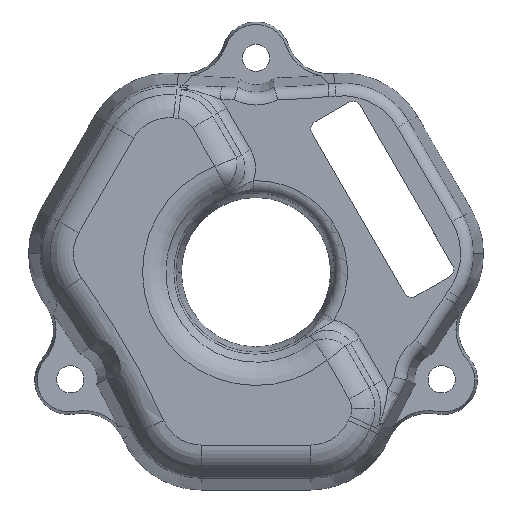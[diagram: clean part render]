
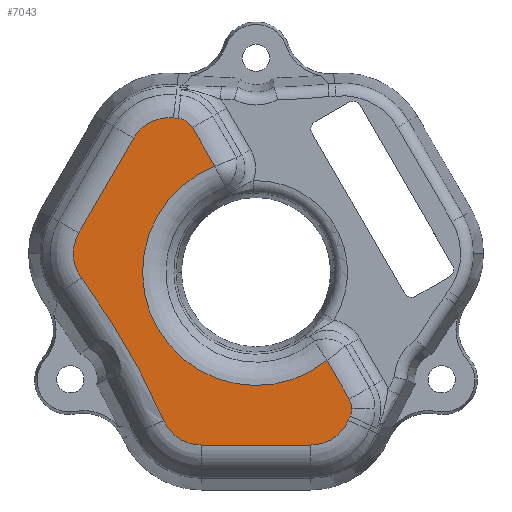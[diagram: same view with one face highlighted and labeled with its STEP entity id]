
A CAD part, top view. The second image highlights one B-rep face of the part: STEP entity #7043.
In plain terms, the highlighted planar face has unit normal (0, 0, 1).
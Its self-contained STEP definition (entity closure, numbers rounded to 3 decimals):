
#93 = EDGE_CURVE ( 'NONE', #3399, #7097, #522, .T. ) ;
#136 = ORIENTED_EDGE ( 'NONE', *, *, #375, .T. ) ;
#322 = ORIENTED_EDGE ( 'NONE', *, *, #5648, .T. ) ;
#375 = EDGE_CURVE ( 'NONE', #6776, #5108, #3680, .T. ) ;
#426 = AXIS2_PLACEMENT_3D ( 'NONE', #1167, #503, #5705 ) ;
#503 = DIRECTION ( 'NONE',  ( 0., 0., 1. ) ) ;
#505 = VECTOR ( 'NONE', #3995, 1000. ) ;
#522 = LINE ( 'NONE', #5647, #7228 ) ;
#650 = ORIENTED_EDGE ( 'NONE', *, *, #5621, .T. ) ;
#683 = VECTOR ( 'NONE', #7439, 1000. ) ;
#745 = VERTEX_POINT ( 'NONE', #3090 ) ;
#781 = CARTESIAN_POINT ( 'NONE',  ( 10.757, -17.32, 11. ) ) ;
#812 = ORIENTED_EDGE ( 'NONE', *, *, #2707, .T. ) ;
#883 = CIRCLE ( 'NONE', #1746, 88.097 ) ;
#900 = CARTESIAN_POINT ( 'NONE',  ( 6.389, -15.4, 11. ) ) ;
#1084 = CIRCLE ( 'NONE', #3524, 88.097 ) ;
#1120 = CARTESIAN_POINT ( 'NONE',  ( 8.279, -10.319, 11. ) ) ;
#1167 = CARTESIAN_POINT ( 'NONE',  ( -10.142, 13.233, 11. ) ) ;
#1321 = CARTESIAN_POINT ( 'NONE',  ( -7.399, 16.837, 11. ) ) ;
#1378 = CIRCLE ( 'NONE', #4276, 4.771 ) ;
#1564 = EDGE_CURVE ( 'NONE', #3695, #2342, #4977, .T. ) ;
#1577 = DIRECTION ( 'NONE',  ( 1., 0., 0. ) ) ;
#1598 = ORIENTED_EDGE ( 'NONE', *, *, #8208, .T. ) ;
#1700 = LINE ( 'NONE', #1321, #4968 ) ;
#1713 = DIRECTION ( 'NONE',  ( 1., 0., 0. ) ) ;
#1746 = AXIS2_PLACEMENT_3D ( 'NONE', #3815, #3175, #6432 ) ;
#1863 = ORIENTED_EDGE ( 'NONE', *, *, #1564, .T. ) ;
#1958 = DIRECTION ( 'NONE',  ( -0.5, 0.866, 0. ) ) ;
#1961 = CARTESIAN_POINT ( 'NONE',  ( 8.09, -9.992, 11. ) ) ;
#2117 = AXIS2_PLACEMENT_3D ( 'NONE', #2403, #2460, #3060 ) ;
#2209 = LINE ( 'NONE', #7498, #683 ) ;
#2224 = CIRCLE ( 'NONE', #2117, 4.771 ) ;
#2309 = EDGE_CURVE ( 'NONE', #7891, #6759, #1084, .T. ) ;
#2317 = CARTESIAN_POINT ( 'NONE',  ( -16.531, 2.167, 11. ) ) ;
#2320 = CARTESIAN_POINT ( 'NONE',  ( -4.797, 12.329, 11. ) ) ;
#2338 = CARTESIAN_POINT ( 'NONE',  ( -20.663, 4.552, 11. ) ) ;
#2342 = VERTEX_POINT ( 'NONE', #1120 ) ;
#2355 = CARTESIAN_POINT ( 'NONE',  ( -9.064, 17.916, 11. ) ) ;
#2356 = ORIENTED_EDGE ( 'NONE', *, *, #7685, .T. ) ;
#2403 = CARTESIAN_POINT ( 'NONE',  ( -6.389, -15.4, 11. ) ) ;
#2458 = VERTEX_POINT ( 'NONE', #6534 ) ;
#2460 = DIRECTION ( 'NONE',  ( 0., 0., 1. ) ) ;
#2521 = CARTESIAN_POINT ( 'NONE',  ( 91.405, -52.773, 11. ) ) ;
#2650 = CARTESIAN_POINT ( 'NONE',  ( 10.882, -14.827, 11. ) ) ;
#2707 = EDGE_CURVE ( 'NONE', #3519, #6776, #2209, .T. ) ;
#2931 = CIRCLE ( 'NONE', #426, 4.771 ) ;
#2992 = CARTESIAN_POINT ( 'NONE',  ( 8.992, -15.917, 11. ) ) ;
#3034 = DIRECTION ( 'NONE',  ( -0.5, -0.866, 0. ) ) ;
#3038 = DIRECTION ( 'NONE',  ( 1., 0., 0. ) ) ;
#3060 = DIRECTION ( 'NONE',  ( 1., 0., 0. ) ) ;
#3090 = CARTESIAN_POINT ( 'NONE',  ( -7.399, 16.837, 11. ) ) ;
#3127 = CARTESIAN_POINT ( 'NONE',  ( -9.289, 15.746, 11. ) ) ;
#3175 = DIRECTION ( 'NONE',  ( 0., 0., -1. ) ) ;
#3196 = VERTEX_POINT ( 'NONE', #6675 ) ;
#3201 = AXIS2_PLACEMENT_3D ( 'NONE', #3350, #7311, #6576 ) ;
#3207 = DIRECTION ( 'NONE',  ( 1., 0., 0. ) ) ;
#3217 = EDGE_CURVE ( 'NONE', #5006, #2458, #4760, .T. ) ;
#3237 = CIRCLE ( 'NONE', #4993, 2.182 ) ;
#3350 = CARTESIAN_POINT ( 'NONE',  ( 8.992, -15.917, 11. ) ) ;
#3399 = VERTEX_POINT ( 'NONE', #3631 ) ;
#3401 = EDGE_CURVE ( 'NONE', #2458, #3695, #3542, .T. ) ;
#3519 = VERTEX_POINT ( 'NONE', #8357 ) ;
#3524 = AXIS2_PLACEMENT_3D ( 'NONE', #6969, #5098, #3038 ) ;
#3526 = DIRECTION ( 'NONE',  ( 0., 0., -1. ) ) ;
#3542 = CIRCLE ( 'NONE', #5983, 2.182 ) ;
#3631 = CARTESIAN_POINT ( 'NONE',  ( -14.274, 15.619, 11. ) ) ;
#3680 = CIRCLE ( 'NONE', #6732, 4.771 ) ;
#3695 = VERTEX_POINT ( 'NONE', #2650 ) ;
#3697 = DIRECTION ( 'NONE',  ( 0., 0., 1. ) ) ;
#3811 = VERTEX_POINT ( 'NONE', #5216 ) ;
#3815 = CARTESIAN_POINT ( 'NONE',  ( -91.405, -52.773, 11. ) ) ;
#3995 = DIRECTION ( 'NONE',  ( -0.5, 0.866, 0. ) ) ;
#4062 = EDGE_CURVE ( 'NONE', #2342, #4530, #7195, .T. ) ;
#4200 = DIRECTION ( 'NONE',  ( 1., 0., 0. ) ) ;
#4276 = AXIS2_PLACEMENT_3D ( 'NONE', #2317, #5066, #5156 ) ;
#4530 = VERTEX_POINT ( 'NONE', #2320 ) ;
#4643 = CARTESIAN_POINT ( 'NONE',  ( 10.984, -16.808, 11. ) ) ;
#4749 = EDGE_LOOP ( 'NONE', ( #5253, #322, #812, #136, #2356, #6541, #5873, #1863, #7898, #7584, #1598, #6065, #650, #6571, #8367 ) ) ;
#4760 = CIRCLE ( 'NONE', #3201, 2.182 ) ;
#4878 = DIRECTION ( 'NONE',  ( 0., 0., 1. ) ) ;
#4968 = VECTOR ( 'NONE', #1958, 1000. ) ;
#4977 = LINE ( 'NONE', #1961, #505 ) ;
#4993 = AXIS2_PLACEMENT_3D ( 'NONE', #3127, #8345, #5097 ) ;
#5006 = VERTEX_POINT ( 'NONE', #4643 ) ;
#5066 = DIRECTION ( 'NONE',  ( 0., 0., 1. ) ) ;
#5097 = DIRECTION ( 'NONE',  ( 1., 0., 0. ) ) ;
#5098 = DIRECTION ( 'NONE',  ( 0., 0., -1. ) ) ;
#5108 = VERTEX_POINT ( 'NONE', #781 ) ;
#5156 = DIRECTION ( 'NONE',  ( 1., 0., 0. ) ) ;
#5216 = CARTESIAN_POINT ( 'NONE',  ( -20.378, -0.656, 11. ) ) ;
#5253 = ORIENTED_EDGE ( 'NONE', *, *, #7727, .T. ) ;
#5278 = CIRCLE ( 'NONE', #5525, 88.097 ) ;
#5525 = AXIS2_PLACEMENT_3D ( 'NONE', #2521, #5759, #3207 ) ;
#5579 = CARTESIAN_POINT ( 'NONE',  ( 0., 0., 11. ) ) ;
#5621 = EDGE_CURVE ( 'NONE', #6759, #3399, #2931, .T. ) ;
#5647 = CARTESIAN_POINT ( 'NONE',  ( -20.663, 4.552, 11. ) ) ;
#5648 = EDGE_CURVE ( 'NONE', #3196, #3519, #2224, .T. ) ;
#5670 = PLANE ( 'NONE',  #6176 ) ;
#5705 = DIRECTION ( 'NONE',  ( 1., 0., 0. ) ) ;
#5759 = DIRECTION ( 'NONE',  ( 0., 0., -1. ) ) ;
#5873 = ORIENTED_EDGE ( 'NONE', *, *, #3401, .T. ) ;
#5983 = AXIS2_PLACEMENT_3D ( 'NONE', #2992, #4878, #1713 ) ;
#6065 = ORIENTED_EDGE ( 'NONE', *, *, #2309, .T. ) ;
#6094 = DIRECTION ( 'NONE',  ( 0., 0., 1. ) ) ;
#6176 = AXIS2_PLACEMENT_3D ( 'NONE', #5579, #3697, #7495 ) ;
#6432 = DIRECTION ( 'NONE',  ( 1., 0., 0. ) ) ;
#6534 = CARTESIAN_POINT ( 'NONE',  ( 11.174, -15.917, 11. ) ) ;
#6541 = ORIENTED_EDGE ( 'NONE', *, *, #3217, .T. ) ;
#6571 = ORIENTED_EDGE ( 'NONE', *, *, #93, .T. ) ;
#6576 = DIRECTION ( 'NONE',  ( 1., 0., 0. ) ) ;
#6581 = CARTESIAN_POINT ( 'NONE',  ( 6.389, -20.171, 11. ) ) ;
#6653 = CARTESIAN_POINT ( 'NONE',  ( -9.621, 17.976, 11. ) ) ;
#6675 = CARTESIAN_POINT ( 'NONE',  ( -10.757, -17.32, 11. ) ) ;
#6732 = AXIS2_PLACEMENT_3D ( 'NONE', #900, #6094, #4200 ) ;
#6759 = VERTEX_POINT ( 'NONE', #6653 ) ;
#6776 = VERTEX_POINT ( 'NONE', #6581 ) ;
#6969 = CARTESIAN_POINT ( 'NONE',  ( 0., 105.545, 11. ) ) ;
#7043 = ADVANCED_FACE ( 'NONE', ( #8127 ), #5670, .T. ) ;
#7097 = VERTEX_POINT ( 'NONE', #2338 ) ;
#7195 = CIRCLE ( 'NONE', #7336, 13.229 ) ;
#7228 = VECTOR ( 'NONE', #3034, 1000. ) ;
#7297 = EDGE_CURVE ( 'NONE', #4530, #745, #1700, .T. ) ;
#7311 = DIRECTION ( 'NONE',  ( 0., 0., 1. ) ) ;
#7336 = AXIS2_PLACEMENT_3D ( 'NONE', #7414, #3526, #1577 ) ;
#7414 = CARTESIAN_POINT ( 'NONE',  ( 0., 0., 11. ) ) ;
#7439 = DIRECTION ( 'NONE',  ( 1., 0., 0. ) ) ;
#7495 = DIRECTION ( 'NONE',  ( 1., 0., 0. ) ) ;
#7498 = CARTESIAN_POINT ( 'NONE',  ( 6.389, -20.171, 11. ) ) ;
#7584 = ORIENTED_EDGE ( 'NONE', *, *, #7297, .T. ) ;
#7685 = EDGE_CURVE ( 'NONE', #5108, #5006, #5278, .T. ) ;
#7727 = EDGE_CURVE ( 'NONE', #3811, #3196, #883, .T. ) ;
#7891 = VERTEX_POINT ( 'NONE', #2355 ) ;
#7898 = ORIENTED_EDGE ( 'NONE', *, *, #4062, .T. ) ;
#8107 = EDGE_CURVE ( 'NONE', #7097, #3811, #1378, .T. ) ;
#8127 = FACE_OUTER_BOUND ( 'NONE', #4749, .T. ) ;
#8208 = EDGE_CURVE ( 'NONE', #745, #7891, #3237, .T. ) ;
#8345 = DIRECTION ( 'NONE',  ( 0., 0., 1. ) ) ;
#8357 = CARTESIAN_POINT ( 'NONE',  ( -6.389, -20.171, 11. ) ) ;
#8367 = ORIENTED_EDGE ( 'NONE', *, *, #8107, .T. ) ;
